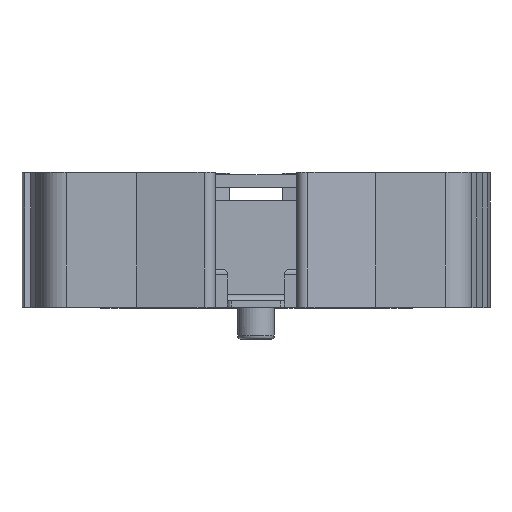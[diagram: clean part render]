
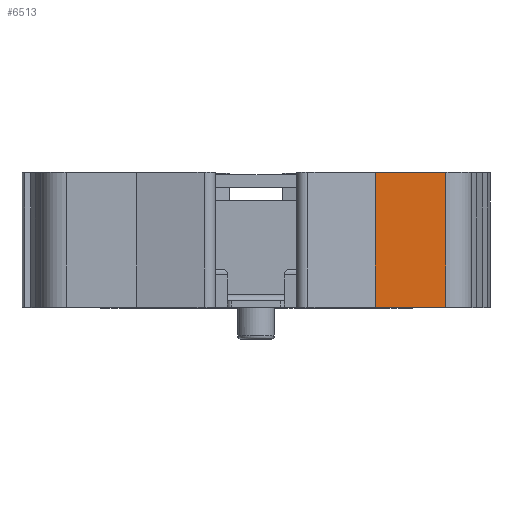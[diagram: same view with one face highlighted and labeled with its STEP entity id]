
A CAD part, top view. The second image highlights one B-rep face of the part: STEP entity #6513.
In plain terms, the highlighted planar face has unit normal (0, 0, 1).
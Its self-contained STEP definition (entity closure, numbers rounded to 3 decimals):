
#249=FACE_OUTER_BOUND('',#622,.T.);
#622=EDGE_LOOP('',(#4952,#4953,#4954,#4955));
#882=LINE('',#9301,#1665);
#1146=LINE('',#9991,#1929);
#1266=LINE('',#10259,#2049);
#1267=LINE('',#10261,#2050);
#1665=VECTOR('',#7431,2.22);
#1929=VECTOR('',#7921,2.22);
#2049=VECTOR('',#8169,4.25);
#2050=VECTOR('',#8172,4.25);
#2630=VERTEX_POINT('',#9298);
#2631=VERTEX_POINT('',#9300);
#2911=VERTEX_POINT('',#9988);
#2912=VERTEX_POINT('',#9990);
#3252=EDGE_CURVE('',#2631,#2630,#882,.T.);
#3582=EDGE_CURVE('',#2911,#2912,#1146,.T.);
#3716=EDGE_CURVE('',#2631,#2911,#1266,.T.);
#3717=EDGE_CURVE('',#2912,#2630,#1267,.T.);
#4952=ORIENTED_EDGE('',*,*,#3717,.F.);
#4953=ORIENTED_EDGE('',*,*,#3582,.F.);
#4954=ORIENTED_EDGE('',*,*,#3716,.F.);
#4955=ORIENTED_EDGE('',*,*,#3252,.T.);
#6233=PLANE('',#7057);
#6513=ADVANCED_FACE('',(#249),#6233,.T.);
#7057=AXIS2_PLACEMENT_3D('',#10260,#8170,#8171);
#7431=DIRECTION('',(1.,0.,0.));
#7921=DIRECTION('',(1.,0.,0.));
#8169=DIRECTION('',(0.,1.,0.));
#8170=DIRECTION('center_axis',(0.,0.,1.));
#8171=DIRECTION('ref_axis',(1.,0.,0.));
#8172=DIRECTION('',(0.,-1.,0.));
#9298=CARTESIAN_POINT('',(5.984,0.,8.));
#9300=CARTESIAN_POINT('',(3.764,0.,8.));
#9301=CARTESIAN_POINT('',(3.764,0.,8.));
#9988=CARTESIAN_POINT('',(3.764,4.25,8.));
#9990=CARTESIAN_POINT('',(5.984,4.25,8.));
#9991=CARTESIAN_POINT('',(3.764,4.25,8.));
#10259=CARTESIAN_POINT('',(3.764,0.,8.));
#10260=CARTESIAN_POINT('Origin',(3.764,0.,8.));
#10261=CARTESIAN_POINT('',(5.984,4.25,8.));
